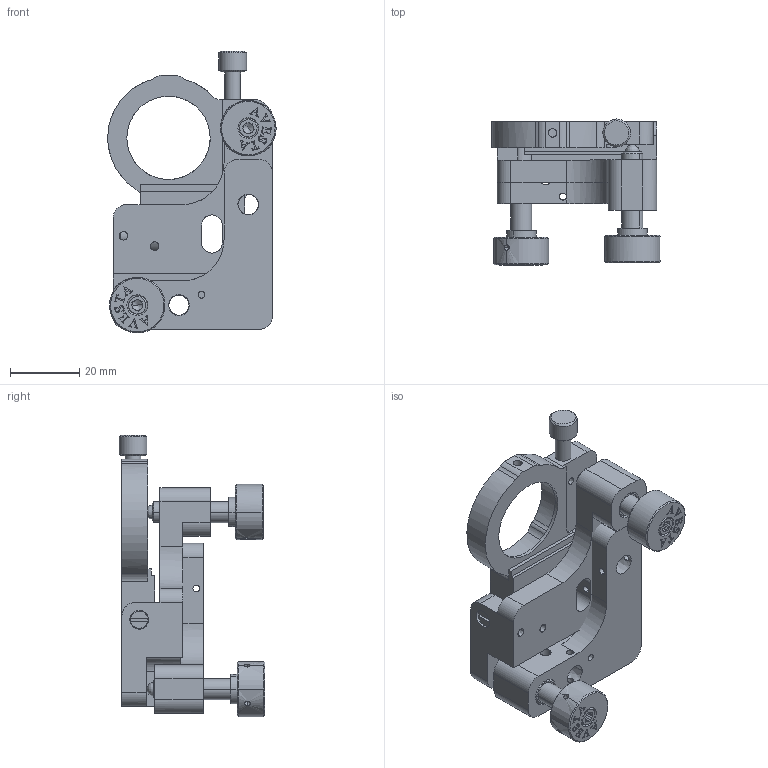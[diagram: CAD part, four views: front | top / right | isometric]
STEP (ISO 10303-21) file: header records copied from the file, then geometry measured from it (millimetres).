
FILE_DESCRIPTION(/* description */ (''),/* implementation_level */ '2;1');
FILE_NAME(/* name */ '01_MMF-RB',/* time_stamp */ '2024-08-12T15:46:25+03:00',/* author */ (''),/* organization */ (''),/* preprocessor_version */ 'ST-DEVELOPER v15',/* originating_system */ '',/* authorisation */ '');
FILE_SCHEMA (('AUTOMOTIVE_DESIGN'));
Length unit declared in the file: millimetre
Products named in the file (1): Document
Bounding box: 48.47 x 41.95 x 81.19 mm (x, y, z)
Volume: 40864.2 mm3; surface area: 25002.7 mm2
Topology: 18 solids, 18 shells, 765 faces, 2105 edges, 1374 vertices
Faces by surface type: bspline 446, plane 319
Entity records: 27398 total; most frequent: CARTESIAN_POINT 15008, ORIENTED_EDGE 4138, EDGE_CURVE 2069, VERTEX_POINT 1374, B_SPLINE_CURVE_WITH_KNOTS 1143, EDGE_LOOP 873, ADVANCED_FACE 765, FACE_OUTER_BOUND 765
